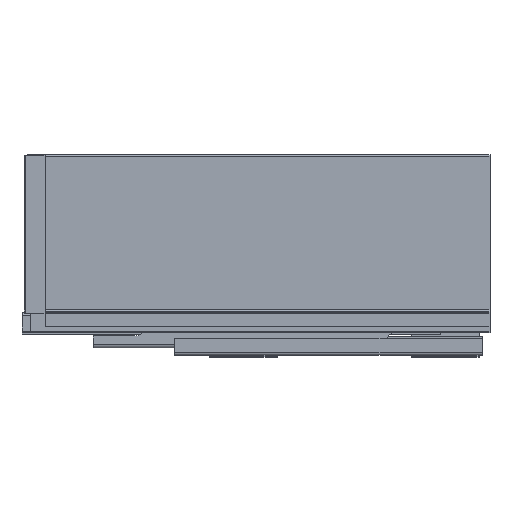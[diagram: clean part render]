
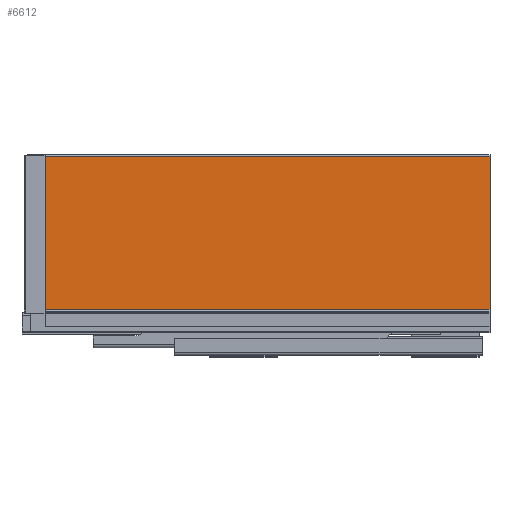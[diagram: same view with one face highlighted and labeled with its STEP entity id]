
A CAD part, top view. The second image highlights one B-rep face of the part: STEP entity #6612.
In plain terms, the highlighted planar face has unit normal (0, 0, 1).
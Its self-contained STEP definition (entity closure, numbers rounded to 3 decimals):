
#149 = EDGE_CURVE ( 'NONE', #1045, #7831, #9138, .T. ) ;
#342 = ORIENTED_EDGE ( 'NONE', *, *, #816, .T. ) ;
#465 = ORIENTED_EDGE ( 'NONE', *, *, #2191, .F. ) ;
#478 = CARTESIAN_POINT ( 'NONE',  ( -442., 167., 14. ) ) ;
#816 = EDGE_CURVE ( 'NONE', #1611, #7831, #8308, .T. ) ;
#915 = ORIENTED_EDGE ( 'NONE', *, *, #149, .F. ) ;
#1045 = VERTEX_POINT ( 'NONE', #5552 ) ;
#1196 = ORIENTED_EDGE ( 'NONE', *, *, #4439, .T. ) ;
#1390 = VECTOR ( 'NONE', #1631, 1000. ) ;
#1487 = CARTESIAN_POINT ( 'NONE',  ( -442., 167., 14. ) ) ;
#1611 = VERTEX_POINT ( 'NONE', #7248 ) ;
#1631 = DIRECTION ( 'NONE',  ( 1., 0., 0. ) ) ;
#1952 = CARTESIAN_POINT ( 'NONE',  ( -425.5, 167., 14. ) ) ;
#2191 = EDGE_CURVE ( 'NONE', #8943, #1045, #7579, .T. ) ;
#2347 = CARTESIAN_POINT ( 'NONE',  ( 0., 20.5, 14. ) ) ;
#2878 = EDGE_LOOP ( 'NONE', ( #465, #1196, #342, #915 ) ) ;
#3139 = VECTOR ( 'NONE', #6734, 1000. ) ;
#4330 = AXIS2_PLACEMENT_3D ( 'NONE', #478, #5183, #5227 ) ;
#4439 = EDGE_CURVE ( 'NONE', #8943, #1611, #8639, .T. ) ;
#4573 = VECTOR ( 'NONE', #5963, 1000. ) ;
#4591 = CARTESIAN_POINT ( 'NONE',  ( 0., 167., 14. ) ) ;
#4917 = PLANE ( 'NONE',  #4330 ) ;
#5183 = DIRECTION ( 'NONE',  ( 0., 0., 1. ) ) ;
#5227 = DIRECTION ( 'NONE',  ( 0., -1., 0. ) ) ;
#5297 = VECTOR ( 'NONE', #7260, 1000. ) ;
#5552 = CARTESIAN_POINT ( 'NONE',  ( 0., 167., 14. ) ) ;
#5963 = DIRECTION ( 'NONE',  ( 1., 0., 0. ) ) ;
#6612 = ADVANCED_FACE ( 'NONE', ( #7892 ), #4917, .T. ) ;
#6734 = DIRECTION ( 'NONE',  ( 0., -1., 0. ) ) ;
#7248 = CARTESIAN_POINT ( 'NONE',  ( -425.5, 20.5, 14. ) ) ;
#7260 = DIRECTION ( 'NONE',  ( 0., -1., 0. ) ) ;
#7579 = LINE ( 'NONE', #1487, #4573 ) ;
#7831 = VERTEX_POINT ( 'NONE', #9107 ) ;
#7892 = FACE_OUTER_BOUND ( 'NONE', #2878, .T. ) ;
#8308 = LINE ( 'NONE', #2347, #1390 ) ;
#8639 = LINE ( 'NONE', #1952, #5297 ) ;
#8943 = VERTEX_POINT ( 'NONE', #9023 ) ;
#9023 = CARTESIAN_POINT ( 'NONE',  ( -425.5, 167., 14. ) ) ;
#9107 = CARTESIAN_POINT ( 'NONE',  ( 0., 20.5, 14. ) ) ;
#9138 = LINE ( 'NONE', #4591, #3139 ) ;
